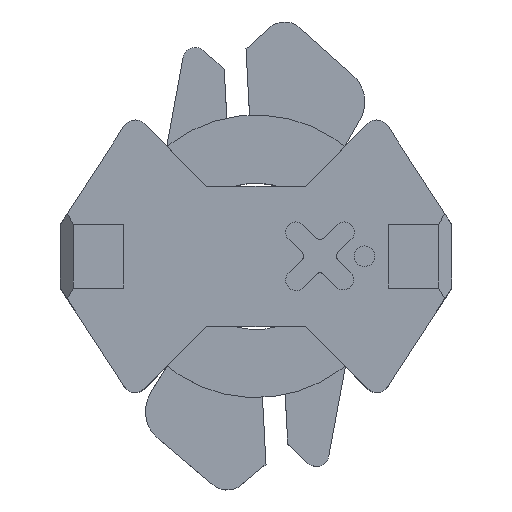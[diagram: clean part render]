
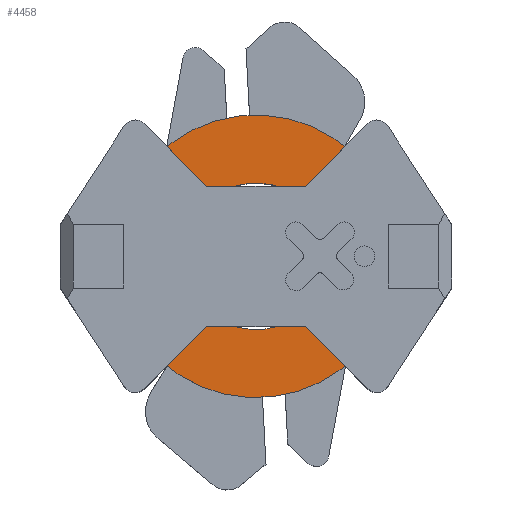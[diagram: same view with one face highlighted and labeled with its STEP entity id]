
A CAD part, top view. The second image highlights one B-rep face of the part: STEP entity #4458.
In plain terms, the highlighted planar face has unit normal (0, 0, 1).
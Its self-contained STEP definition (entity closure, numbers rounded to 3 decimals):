
#1485 = CYLINDRICAL_SURFACE('',#1486,7.33);
#1486 = AXIS2_PLACEMENT_3D('',#1487,#1488,#1489);
#1487 = CARTESIAN_POINT('',(0.,0.,10.4));
#1488 = DIRECTION('',(0.,0.,1.));
#1489 = DIRECTION('',(0.454,-0.891,0.));
#2442 = CYLINDRICAL_SURFACE('',#2443,3.8);
#2443 = AXIS2_PLACEMENT_3D('',#2444,#2445,#2446);
#2444 = CARTESIAN_POINT('',(0.,0.,10.85));
#2445 = DIRECTION('',(-0.,0.,-1.));
#2446 = DIRECTION('',(0.454,-0.891,0.));
#3928 = EDGE_CURVE('',#3929,#3929,#3931,.T.);
#3929 = VERTEX_POINT('',#3930);
#3930 = CARTESIAN_POINT('',(1.725,-3.386,10.85));
#3931 = SURFACE_CURVE('',#3932,(#3937,#3944),.PCURVE_S1.);
#3932 = CIRCLE('',#3933,3.8);
#3933 = AXIS2_PLACEMENT_3D('',#3934,#3935,#3936);
#3934 = CARTESIAN_POINT('',(0.,0.,10.85));
#3935 = DIRECTION('',(-0.,0.,1.));
#3936 = DIRECTION('',(0.454,-0.891,0.));
#3937 = PCURVE('',#2442,#3938);
#3938 = DEFINITIONAL_REPRESENTATION('',(#3939),#3943);
#3939 = LINE('',#3940,#3941);
#3940 = CARTESIAN_POINT('',(-0.,0.));
#3941 = VECTOR('',#3942,1.);
#3942 = DIRECTION('',(-1.,0.));
#3943 = ( GEOMETRIC_REPRESENTATION_CONTEXT(2) 
PARAMETRIC_REPRESENTATION_CONTEXT() REPRESENTATION_CONTEXT('2D SPACE',''
  ) );
#3944 = PCURVE('',#3945,#3950);
#3945 = PLANE('',#3946);
#3946 = AXIS2_PLACEMENT_3D('',#3947,#3948,#3949);
#3947 = CARTESIAN_POINT('',(0.,0.,10.85));
#3948 = DIRECTION('',(0.,0.,1.));
#3949 = DIRECTION('',(0.454,-0.891,0.));
#3950 = DEFINITIONAL_REPRESENTATION('',(#3951),#3955);
#3951 = CIRCLE('',#3952,3.8);
#3952 = AXIS2_PLACEMENT_2D('',#3953,#3954);
#3953 = CARTESIAN_POINT('',(0.,0.));
#3954 = DIRECTION('',(1.,0.));
#3955 = ( GEOMETRIC_REPRESENTATION_CONTEXT(2) 
PARAMETRIC_REPRESENTATION_CONTEXT() REPRESENTATION_CONTEXT('2D SPACE',''
  ) );
#4458 = ADVANCED_FACE('',(#4459,#4485),#3945,.T.);
#4459 = FACE_BOUND('',#4460,.T.);
#4460 = EDGE_LOOP('',(#4461));
#4461 = ORIENTED_EDGE('',*,*,#4462,.T.);
#4462 = EDGE_CURVE('',#4463,#4463,#4465,.T.);
#4463 = VERTEX_POINT('',#4464);
#4464 = CARTESIAN_POINT('',(3.328,-6.531,10.85));
#4465 = SURFACE_CURVE('',#4466,(#4471,#4478),.PCURVE_S1.);
#4466 = CIRCLE('',#4467,7.33);
#4467 = AXIS2_PLACEMENT_3D('',#4468,#4469,#4470);
#4468 = CARTESIAN_POINT('',(0.,0.,10.85));
#4469 = DIRECTION('',(-0.,0.,1.));
#4470 = DIRECTION('',(0.454,-0.891,0.));
#4471 = PCURVE('',#3945,#4472);
#4472 = DEFINITIONAL_REPRESENTATION('',(#4473),#4477);
#4473 = CIRCLE('',#4474,7.33);
#4474 = AXIS2_PLACEMENT_2D('',#4475,#4476);
#4475 = CARTESIAN_POINT('',(0.,0.));
#4476 = DIRECTION('',(1.,0.));
#4477 = ( GEOMETRIC_REPRESENTATION_CONTEXT(2) 
PARAMETRIC_REPRESENTATION_CONTEXT() REPRESENTATION_CONTEXT('2D SPACE',''
  ) );
#4478 = PCURVE('',#1485,#4479);
#4479 = DEFINITIONAL_REPRESENTATION('',(#4480),#4484);
#4480 = LINE('',#4481,#4482);
#4481 = CARTESIAN_POINT('',(0.,0.45));
#4482 = VECTOR('',#4483,1.);
#4483 = DIRECTION('',(1.,0.));
#4484 = ( GEOMETRIC_REPRESENTATION_CONTEXT(2) 
PARAMETRIC_REPRESENTATION_CONTEXT() REPRESENTATION_CONTEXT('2D SPACE',''
  ) );
#4485 = FACE_BOUND('',#4486,.T.);
#4486 = EDGE_LOOP('',(#4487));
#4487 = ORIENTED_EDGE('',*,*,#3928,.F.);
